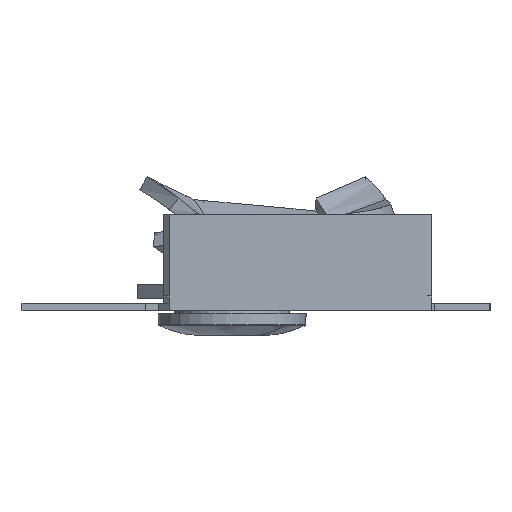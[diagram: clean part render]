
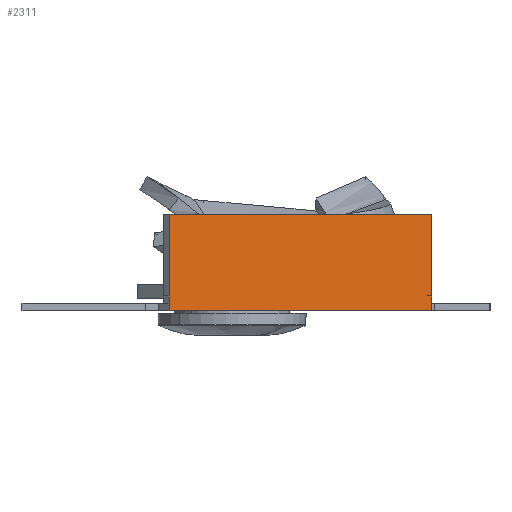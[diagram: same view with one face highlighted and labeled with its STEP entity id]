
A CAD part, left-side view. The second image highlights one B-rep face of the part: STEP entity #2311.
In plain terms, the highlighted planar face has unit normal (-0.707, -0.707, 0).
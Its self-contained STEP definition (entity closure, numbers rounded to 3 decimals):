
#20 = VERTEX_POINT ( 'NONE', #4745 ) ;
#83 = VECTOR ( 'NONE', #2454, 1000. ) ;
#87 = VECTOR ( 'NONE', #4225, 1000. ) ;
#671 = VERTEX_POINT ( 'NONE', #3029 ) ;
#744 = EDGE_CURVE ( 'NONE', #2942, #2525, #1153, .T. ) ;
#773 = DIRECTION ( 'NONE',  ( 0.707, 0.707, 0. ) ) ;
#934 = ORIENTED_EDGE ( 'NONE', *, *, #4474, .T. ) ;
#1153 = LINE ( 'NONE', #4631, #2095 ) ;
#1180 = FACE_OUTER_BOUND ( 'NONE', #4328, .T. ) ;
#1280 = VECTOR ( 'NONE', #1776, 1000. ) ;
#1377 = DIRECTION ( 'NONE',  ( 0., 0., -1. ) ) ;
#1445 = EDGE_CURVE ( 'NONE', #20, #671, #2585, .T. ) ;
#1527 = VECTOR ( 'NONE', #1377, 1000. ) ;
#1674 = PLANE ( 'NONE',  #3491 ) ;
#1681 = VERTEX_POINT ( 'NONE', #2914 ) ;
#1776 = DIRECTION ( 'NONE',  ( 0., 0., 1. ) ) ;
#1937 = DIRECTION ( 'NONE',  ( 0.707, -0.707, 0. ) ) ;
#2052 = DIRECTION ( 'NONE',  ( 0.707, -0.707, 0. ) ) ;
#2095 = VECTOR ( 'NONE', #1937, 1000. ) ;
#2109 = EDGE_CURVE ( 'NONE', #2525, #20, #2906, .T. ) ;
#2220 = LINE ( 'NONE', #2551, #3868 ) ;
#2311 = ADVANCED_FACE ( 'NONE', ( #1180 ), #1674, .F. ) ;
#2454 = DIRECTION ( 'NONE',  ( 0.707, -0.707, 0. ) ) ;
#2500 = ORIENTED_EDGE ( 'NONE', *, *, #2109, .F. ) ;
#2522 = LINE ( 'NONE', #4997, #1280 ) ;
#2525 = VERTEX_POINT ( 'NONE', #2889 ) ;
#2551 = CARTESIAN_POINT ( 'NONE',  ( -140.787, 43.209, 1. ) ) ;
#2585 = LINE ( 'NONE', #4983, #1527 ) ;
#2836 = LINE ( 'NONE', #4543, #83 ) ;
#2889 = CARTESIAN_POINT ( 'NONE',  ( -105.432, 7.854, 12. ) ) ;
#2906 = LINE ( 'NONE', #5086, #87 ) ;
#2914 = CARTESIAN_POINT ( 'NONE',  ( -140.787, 43.209, 1. ) ) ;
#2922 = DIRECTION ( 'NONE',  ( 0., 0., -1. ) ) ;
#2942 = VERTEX_POINT ( 'NONE', #3690 ) ;
#3020 = CARTESIAN_POINT ( 'NONE',  ( -140.787, 43.209, -1. ) ) ;
#3029 = CARTESIAN_POINT ( 'NONE',  ( -105.432, 7.854, -1. ) ) ;
#3083 = EDGE_CURVE ( 'NONE', #1681, #3348, #2220, .T. ) ;
#3180 = ORIENTED_EDGE ( 'NONE', *, *, #4155, .F. ) ;
#3348 = VERTEX_POINT ( 'NONE', #3020 ) ;
#3491 = AXIS2_PLACEMENT_3D ( 'NONE', #3639, #773, #2052 ) ;
#3639 = CARTESIAN_POINT ( 'NONE',  ( -105.432, 7.854, 12. ) ) ;
#3690 = CARTESIAN_POINT ( 'NONE',  ( -140.787, 43.209, 12. ) ) ;
#3868 = VECTOR ( 'NONE', #2922, 1000. ) ;
#4155 = EDGE_CURVE ( 'NONE', #1681, #2942, #2522, .T. ) ;
#4225 = DIRECTION ( 'NONE',  ( 0., 0., -1. ) ) ;
#4328 = EDGE_LOOP ( 'NONE', ( #3180, #4541, #934, #4578, #2500, #4523 ) ) ;
#4474 = EDGE_CURVE ( 'NONE', #3348, #671, #2836, .T. ) ;
#4523 = ORIENTED_EDGE ( 'NONE', *, *, #744, .F. ) ;
#4541 = ORIENTED_EDGE ( 'NONE', *, *, #3083, .T. ) ;
#4543 = CARTESIAN_POINT ( 'NONE',  ( -119.36, 21.781, -1. ) ) ;
#4578 = ORIENTED_EDGE ( 'NONE', *, *, #1445, .F. ) ;
#4631 = CARTESIAN_POINT ( 'NONE',  ( -105.432, 7.854, 12. ) ) ;
#4745 = CARTESIAN_POINT ( 'NONE',  ( -105.432, 7.854, 1. ) ) ;
#4983 = CARTESIAN_POINT ( 'NONE',  ( -105.432, 7.854, 12. ) ) ;
#4997 = CARTESIAN_POINT ( 'NONE',  ( -140.787, 43.209, 12. ) ) ;
#5086 = CARTESIAN_POINT ( 'NONE',  ( -105.432, 7.854, 0. ) ) ;
